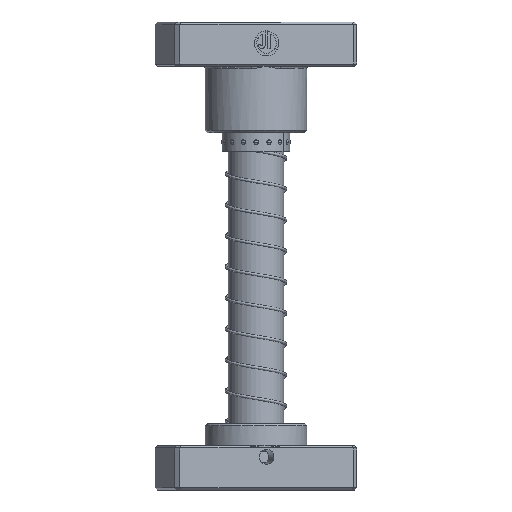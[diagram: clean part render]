
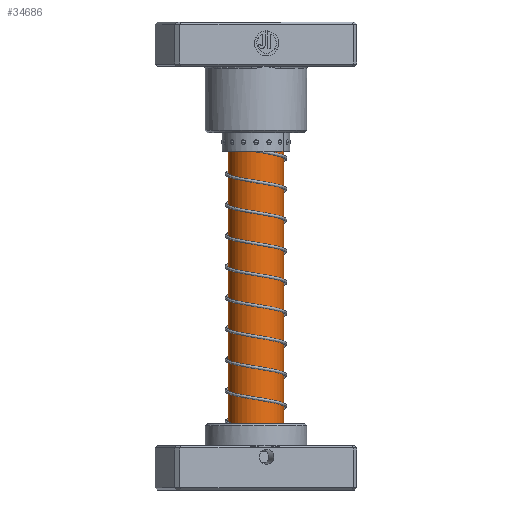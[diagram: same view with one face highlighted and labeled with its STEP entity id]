
A CAD part, front view. The second image highlights one B-rep face of the part: STEP entity #34686.
In plain terms, the highlighted cylindrical face has radius 12.5 mm (diameter 25 mm), a partial arc.
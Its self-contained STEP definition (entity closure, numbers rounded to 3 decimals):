
#183 = CIRCLE ( 'NONE', #38574, 12.5 ) ;
#720 = VECTOR ( 'NONE', #3122, 1000. ) ;
#3122 = DIRECTION ( 'NONE',  ( 0., 0., -1. ) ) ;
#9660 = DIRECTION ( 'NONE',  ( -1., 0., 0. ) ) ;
#15438 = EDGE_CURVE ( 'NONE', #23875, #25301, #37549, .T. ) ;
#15570 = CARTESIAN_POINT ( 'NONE',  ( 12.5, 0., 177.5 ) ) ;
#15732 = CARTESIAN_POINT ( 'NONE',  ( 0., 0., 177.5 ) ) ;
#18174 = CARTESIAN_POINT ( 'NONE',  ( -12.5, 0., 180. ) ) ;
#19299 = DIRECTION ( 'NONE',  ( 1., 0., 0. ) ) ;
#19715 = EDGE_LOOP ( 'NONE', ( #26831, #41875, #37694, #41463 ) ) ;
#20524 = CARTESIAN_POINT ( 'NONE',  ( 0., 0., 180. ) ) ;
#20531 = DIRECTION ( 'NONE',  ( 0., 0., -1. ) ) ;
#20826 = CARTESIAN_POINT ( 'NONE',  ( 12.5, 0., 180. ) ) ;
#21428 = CARTESIAN_POINT ( 'NONE',  ( 12.5, 0., 19. ) ) ;
#22446 = CYLINDRICAL_SURFACE ( 'NONE', #34516, 12.5 ) ;
#22627 = VECTOR ( 'NONE', #39387, 1000. ) ;
#23875 = VERTEX_POINT ( 'NONE', #21428 ) ;
#23982 = AXIS2_PLACEMENT_3D ( 'NONE', #41696, #20531, #45262 ) ;
#25301 = VERTEX_POINT ( 'NONE', #33738 ) ;
#26831 = ORIENTED_EDGE ( 'NONE', *, *, #38298, .F. ) ;
#28162 = CARTESIAN_POINT ( 'NONE',  ( -12.5, 0., 177.5 ) ) ;
#28815 = EDGE_CURVE ( 'NONE', #36908, #25301, #32018, .T. ) ;
#30142 = VERTEX_POINT ( 'NONE', #15570 ) ;
#32018 = LINE ( 'NONE', #18174, #22627 ) ;
#32948 = FACE_OUTER_BOUND ( 'NONE', #19715, .T. ) ;
#33738 = CARTESIAN_POINT ( 'NONE',  ( -12.5, 0., 19. ) ) ;
#34516 = AXIS2_PLACEMENT_3D ( 'NONE', #20524, #38163, #9660 ) ;
#34686 = ADVANCED_FACE ( 'NONE', ( #32948 ), #22446, .T. ) ;
#36908 = VERTEX_POINT ( 'NONE', #28162 ) ;
#37549 = CIRCLE ( 'NONE', #23982, 12.5 ) ;
#37694 = ORIENTED_EDGE ( 'NONE', *, *, #28815, .T. ) ;
#38057 = EDGE_CURVE ( 'NONE', #30142, #36908, #183, .T. ) ;
#38163 = DIRECTION ( 'NONE',  ( 0., 0., -1. ) ) ;
#38298 = EDGE_CURVE ( 'NONE', #30142, #23875, #38430, .T. ) ;
#38430 = LINE ( 'NONE', #20826, #720 ) ;
#38574 = AXIS2_PLACEMENT_3D ( 'NONE', #15732, #40491, #19299 ) ;
#39387 = DIRECTION ( 'NONE',  ( 0., 0., -1. ) ) ;
#40491 = DIRECTION ( 'NONE',  ( 0., 0., -1. ) ) ;
#41463 = ORIENTED_EDGE ( 'NONE', *, *, #15438, .F. ) ;
#41696 = CARTESIAN_POINT ( 'NONE',  ( 0., 0., 19. ) ) ;
#41875 = ORIENTED_EDGE ( 'NONE', *, *, #38057, .T. ) ;
#45262 = DIRECTION ( 'NONE',  ( -1., 0., 0. ) ) ;
